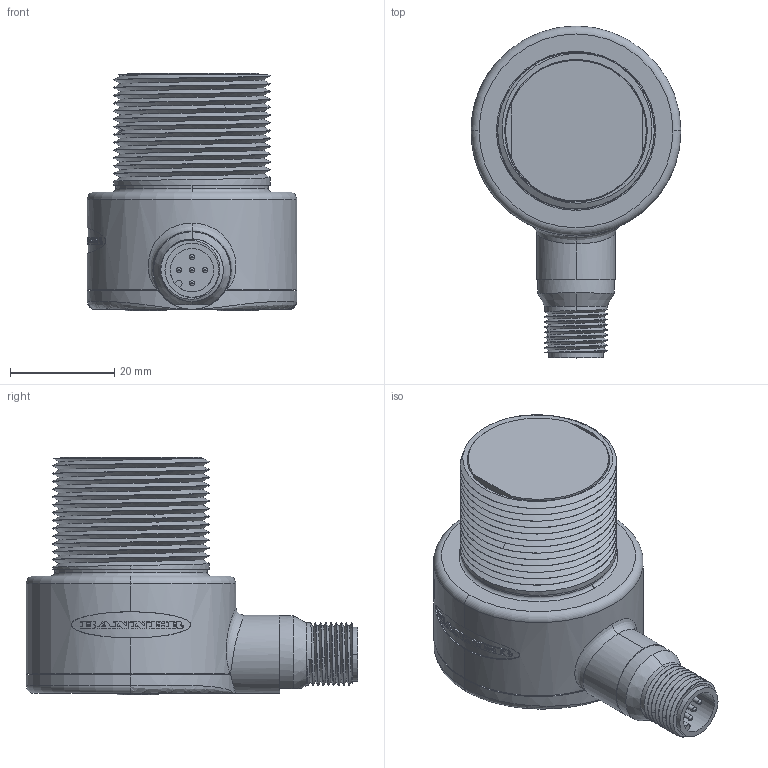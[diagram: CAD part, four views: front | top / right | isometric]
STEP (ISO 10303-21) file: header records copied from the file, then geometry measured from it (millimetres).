
FILE_DESCRIPTION((''),'2;1');
FILE_NAME('156727_SW','2011-05-25T',('banengservice'),('BANNER ENGINEERING'),'PRO/ENGINEER BY PARAMETRIC TECHNOLOGY CORPORATION, 2009141','PRO/ENGINEER BY PARAMETRIC TECHNOLOGY CORPORATION, 2009141','');
FILE_SCHEMA(('CONFIG_CONTROL_DESIGN'));
Length unit declared in the file: inch
Products named in the file (1): 156727_SW
Bounding box: 40.18 x 63.56 x 45.52 mm (x, y, z)
Volume: 20417.6 mm3; surface area: 22828.6 mm2
Topology: 1 solids, 2 shells, 625 faces, 1600 edges, 1044 vertices
Faces by surface type: cylinder 333, plane 225, bspline 29, torus 21, cone 14, extrusion 2, sphere 1
Entity records: 29414 total; most frequent: CARTESIAN_POINT 14757, ORIENTED_EDGE 3192, DIRECTION 2806, EDGE_CURVE 1596, AXIS2_PLACEMENT_3D 1064, VERTEX_POINT 1044, EDGE_LOOP 696, VECTOR 678
